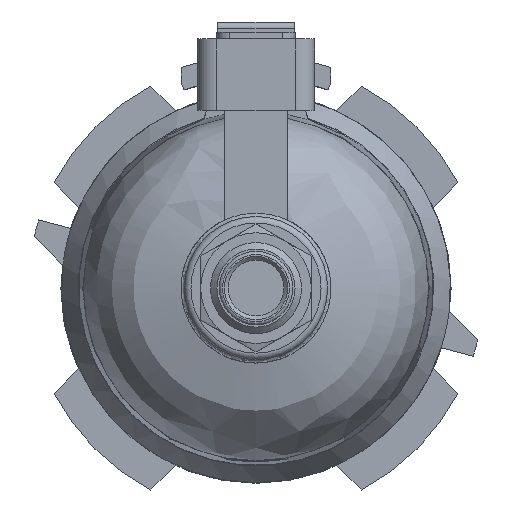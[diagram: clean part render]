
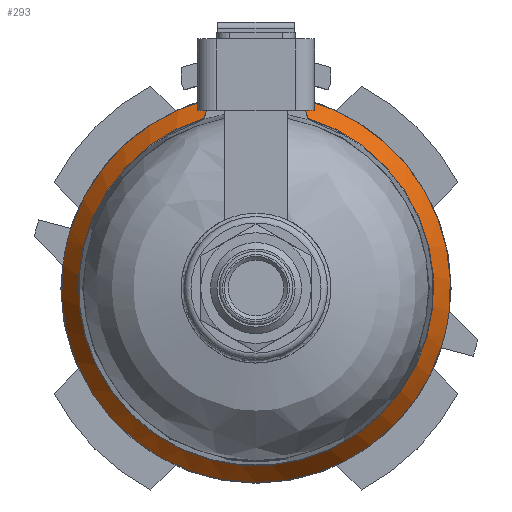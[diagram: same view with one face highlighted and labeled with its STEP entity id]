
A CAD part, front view. The second image highlights one B-rep face of the part: STEP entity #293.
In plain terms, the highlighted conical face has half-angle 30 degrees and reference radius 29.9 mm.
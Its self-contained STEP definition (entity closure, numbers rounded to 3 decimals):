
#293 = ADVANCED_FACE( '', ( #675 ), #676, .T. );
#675 = FACE_OUTER_BOUND( '', #1342, .T. );
#676 = CONICAL_SURFACE( '', #1343, 29.9, 0.524 );
#1342 = EDGE_LOOP( '', ( #2372, #2373, #2374, #2375, #2376, #2377, #2378, #2379 ) );
#1343 = AXIS2_PLACEMENT_3D( '', #2380, #2381, #2382 );
#2372 = ORIENTED_EDGE( '', *, *, #4509, .F. );
#2373 = ORIENTED_EDGE( '', *, *, #4510, .F. );
#2374 = ORIENTED_EDGE( '', *, *, #4481, .F. );
#2375 = ORIENTED_EDGE( '', *, *, #4437, .T. );
#2376 = ORIENTED_EDGE( '', *, *, #4413, .T. );
#2377 = ORIENTED_EDGE( '', *, *, #4436, .T. );
#2378 = ORIENTED_EDGE( '', *, *, #4425, .T. );
#2379 = ORIENTED_EDGE( '', *, *, #4435, .T. );
#2380 = CARTESIAN_POINT( '', ( 0., 124.1, 0. ) );
#2381 = DIRECTION( '', ( 0., 1., 0. ) );
#2382 = DIRECTION( '', ( 0., 0., 1. ) );
#4413 = EDGE_CURVE( '', #5194, #5191, #5195, .T. );
#4425 = EDGE_CURVE( '', #5214, #5211, #5215, .T. );
#4435 = EDGE_CURVE( '', #5211, #5227, #5228, .T. );
#4436 = EDGE_CURVE( '', #5191, #5214, #5229, .T. );
#4437 = EDGE_CURVE( '', #5230, #5194, #5231, .T. );
#4481 = EDGE_CURVE( '', #5230, #5315, #5316, .T. );
#4509 = EDGE_CURVE( '', #5366, #5227, #5367, .T. );
#4510 = EDGE_CURVE( '', #5315, #5366, #5368, .T. );
#5191 = VERTEX_POINT( '', #6669 );
#5194 = VERTEX_POINT( '', #6673 );
#5195 = CIRCLE( '', #6674, 29.9 );
#5211 = VERTEX_POINT( '', #6697 );
#5214 = VERTEX_POINT( '', #6701 );
#5215 = CIRCLE( '', #6702, 29.9 );
#5227 = VERTEX_POINT( '', #6721 );
#5228 = CIRCLE( '', #6722, 29.9 );
#5229 = CIRCLE( '', #6723, 29.9 );
#5230 = VERTEX_POINT( '', #6724 );
#5231 = CIRCLE( '', #6725, 29.9 );
#5315 = VERTEX_POINT( '', #6831 );
#5316 = B_SPLINE_CURVE_WITH_KNOTS( '', 3, ( #6832, #6833, #6834, #6835 ), .UNSPECIFIED., .F., .F., ( 4, 4 ), ( 0., 0.005 ), .UNSPECIFIED. );
#5366 = VERTEX_POINT( '', #6899 );
#5367 = B_SPLINE_CURVE_WITH_KNOTS( '', 3, ( #6900, #6901, #6902, #6903 ), .UNSPECIFIED., .F., .F., ( 4, 4 ), ( 0., 0.005 ), .UNSPECIFIED. );
#5368 = CIRCLE( '', #6904, 27.322 );
#6669 = CARTESIAN_POINT( '', ( -29.691, 124.1, 3.528 ) );
#6673 = CARTESIAN_POINT( '', ( -28.457, 124.1, 9.178 ) );
#6674 = AXIS2_PLACEMENT_3D( '', #8519, #8520, #8521 );
#6697 = CARTESIAN_POINT( '', ( 29.691, 124.1, -3.528 ) );
#6701 = CARTESIAN_POINT( '', ( 28.457, 124.1, -9.178 ) );
#6702 = AXIS2_PLACEMENT_3D( '', #8539, #8540, #8541 );
#6721 = CARTESIAN_POINT( '', ( 7.126, 124.1, 29.039 ) );
#6722 = AXIS2_PLACEMENT_3D( '', #8555, #8556, #8557 );
#6723 = AXIS2_PLACEMENT_3D( '', #8558, #8559, #8560 );
#6724 = CARTESIAN_POINT( '', ( -7.126, 124.1, 29.039 ) );
#6725 = AXIS2_PLACEMENT_3D( '', #8561, #8562, #8563 );
#6831 = CARTESIAN_POINT( '', ( -7.927, 119.635, 26.147 ) );
#6832 = CARTESIAN_POINT( '', ( -7.126, 124.1, 29.039 ) );
#6833 = CARTESIAN_POINT( '', ( -7.39, 122.605, 28.085 ) );
#6834 = CARTESIAN_POINT( '', ( -7.657, 121.116, 27.122 ) );
#6835 = CARTESIAN_POINT( '', ( -7.927, 119.635, 26.147 ) );
#6899 = CARTESIAN_POINT( '', ( 7.927, 119.635, 26.147 ) );
#6900 = CARTESIAN_POINT( '', ( 7.927, 119.635, 26.147 ) );
#6901 = CARTESIAN_POINT( '', ( 7.657, 121.116, 27.122 ) );
#6902 = CARTESIAN_POINT( '', ( 7.39, 122.605, 28.085 ) );
#6903 = CARTESIAN_POINT( '', ( 7.126, 124.1, 29.039 ) );
#6904 = AXIS2_PLACEMENT_3D( '', #8705, #8706, #8707 );
#8519 = CARTESIAN_POINT( '', ( 0., 124.1, 0. ) );
#8520 = DIRECTION( '', ( 0., -1., 0. ) );
#8521 = DIRECTION( '', ( 0., 0., -1. ) );
#8539 = CARTESIAN_POINT( '', ( 0., 124.1, 0. ) );
#8540 = DIRECTION( '', ( 0., -1., 0. ) );
#8541 = DIRECTION( '', ( 0., 0., -1. ) );
#8555 = CARTESIAN_POINT( '', ( 0., 124.1, 0. ) );
#8556 = DIRECTION( '', ( 0., -1., 0. ) );
#8557 = DIRECTION( '', ( 0., 0., -1. ) );
#8558 = CARTESIAN_POINT( '', ( 0., 124.1, 0. ) );
#8559 = DIRECTION( '', ( 0., -1., 0. ) );
#8560 = DIRECTION( '', ( 0., 0., -1. ) );
#8561 = CARTESIAN_POINT( '', ( 0., 124.1, 0. ) );
#8562 = DIRECTION( '', ( 0., -1., 0. ) );
#8563 = DIRECTION( '', ( 0., 0., -1. ) );
#8705 = CARTESIAN_POINT( '', ( 0., 119.635, 0. ) );
#8706 = DIRECTION( '', ( 0., -1., 0. ) );
#8707 = DIRECTION( '', ( 0., 0., -1. ) );
